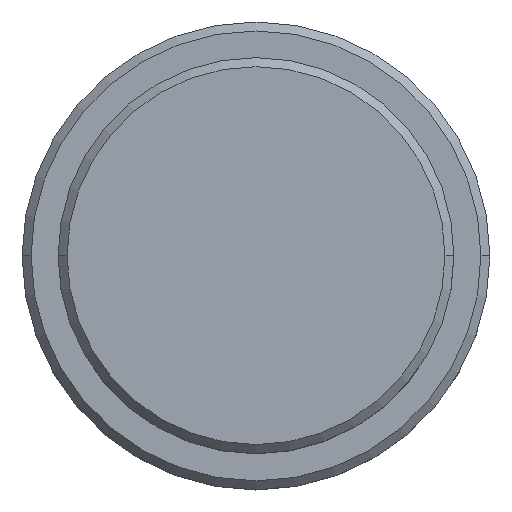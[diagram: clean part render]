
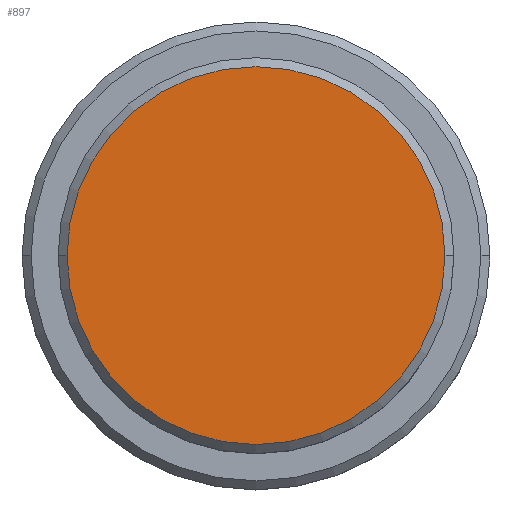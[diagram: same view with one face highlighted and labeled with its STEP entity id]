
A CAD part, top view. The second image highlights one B-rep face of the part: STEP entity #897.
In plain terms, the highlighted planar face has unit normal (0, 0, 1).
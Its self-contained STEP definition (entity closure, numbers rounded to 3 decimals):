
#17 = AXIS2_PLACEMENT_3D ( 'NONE', #1125, #353, #1111 ) ;
#70 = DIRECTION ( 'NONE',  ( 1., 0., 0. ) ) ;
#88 = CARTESIAN_POINT ( 'NONE',  ( 0., 0., 0. ) ) ;
#147 = FACE_OUTER_BOUND ( 'NONE', #981, .T. ) ;
#170 = DIRECTION ( 'NONE',  ( 0., 0., 1. ) ) ;
#182 = DIRECTION ( 'NONE',  ( 1., 0., 0. ) ) ;
#296 = ORIENTED_EDGE ( 'NONE', *, *, #736, .T. ) ;
#353 = DIRECTION ( 'NONE',  ( 0., 0., 1. ) ) ;
#408 = VERTEX_POINT ( 'NONE', #896 ) ;
#621 = VERTEX_POINT ( 'NONE', #1030 ) ;
#672 = ORIENTED_EDGE ( 'NONE', *, *, #1219, .T. ) ;
#736 = EDGE_CURVE ( 'NONE', #408, #621, #1023, .T. ) ;
#896 = CARTESIAN_POINT ( 'NONE',  ( -10.5, 0., 0. ) ) ;
#897 = ADVANCED_FACE ( 'NONE', ( #147 ), #919, .T. ) ;
#919 = PLANE ( 'NONE',  #17 ) ;
#981 = EDGE_LOOP ( 'NONE', ( #296, #672 ) ) ;
#1023 = CIRCLE ( 'NONE', #1277, 10.5 ) ;
#1030 = CARTESIAN_POINT ( 'NONE',  ( 10.5, 0., 0. ) ) ;
#1051 = CARTESIAN_POINT ( 'NONE',  ( 0., 0., 0. ) ) ;
#1111 = DIRECTION ( 'NONE',  ( 1., 0., 0. ) ) ;
#1125 = CARTESIAN_POINT ( 'NONE',  ( 0., 0., 0. ) ) ;
#1219 = EDGE_CURVE ( 'NONE', #621, #408, #1234, .T. ) ;
#1234 = CIRCLE ( 'NONE', #1262, 10.5 ) ;
#1262 = AXIS2_PLACEMENT_3D ( 'NONE', #1051, #170, #182 ) ;
#1277 = AXIS2_PLACEMENT_3D ( 'NONE', #88, #1381, #70 ) ;
#1381 = DIRECTION ( 'NONE',  ( 0., 0., 1. ) ) ;
